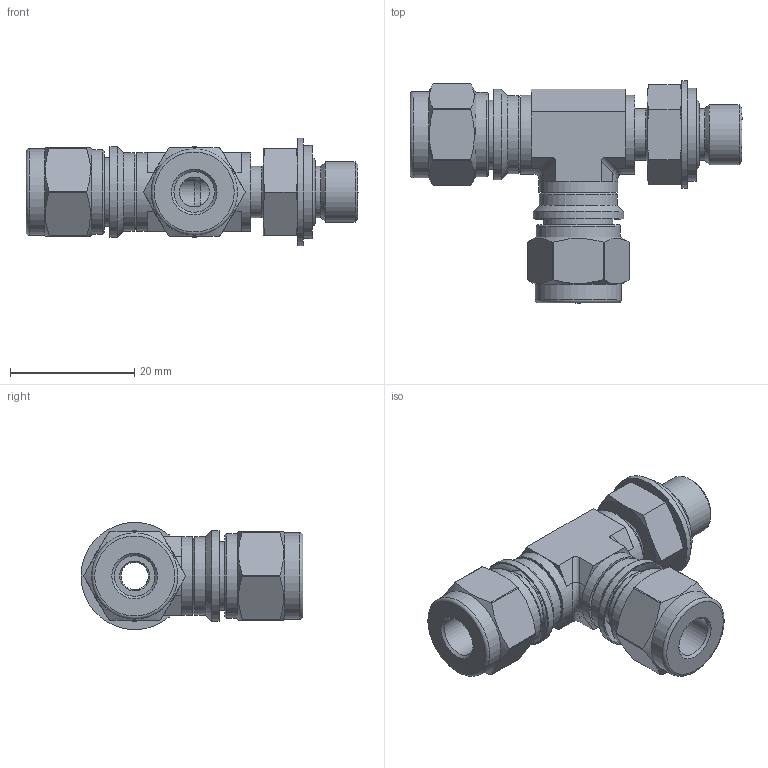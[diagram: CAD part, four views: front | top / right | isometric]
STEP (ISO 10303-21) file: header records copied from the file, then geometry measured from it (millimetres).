
FILE_DESCRIPTION(/* description */ (''),/* implementation_level */ '2;1');
FILE_NAME(/* name */ 'SPMRTI-4-2G.stp',/* time_stamp */ '2022-06-03T10:32:48+09:00',/* author */ ('user'),/* organization */ (''),/* preprocessor_version */ 'ST-DEVELOPER v18.1',/* originating_system */ 'Autodesk Inventor 2022',/* authorisation */ '');
FILE_SCHEMA (('AUTOMOTIVE_DESIGN { 1 0 10303 214 3 1 1 }'));
Length unit declared in the file: millimetre
Products named in the file (1): SPMRT-4-2G
Bounding box: 53.54 x 35.79 x 17.3 mm (x, y, z)
Volume: 8552.6 mm3; surface area: 6147.1 mm2
Topology: 1 solids, 1 shells, 151 faces, 345 edges, 210 vertices
Faces by surface type: plane 63, cylinder 48, cone 32, torus 5, bspline 3
Full cylindrical faces by diameter (mm): 4.4 x1, 4.826 x3, 4.83 x1, 6.55 x2, 8.3 x2, 9.4 x2, 9.7 x1, 10.1 x2, 11.113 x2, 11.5 x1, 12.6 x2, 12.7 x3, 13.6 x2, 13.9 x2, 14.6 x2, 15 x1, 17.3 x1
Entity records: 4349 total; most frequent: CARTESIAN_POINT 938, DIRECTION 746, ORIENTED_EDGE 688, EDGE_CURVE 344, AXIS2_PLACEMENT_3D 305, VERTEX_POINT 210, EDGE_LOOP 170, FACE_OUTER_BOUND 151
